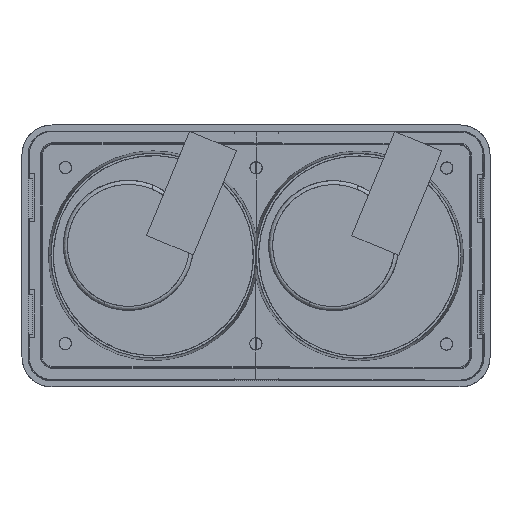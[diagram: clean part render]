
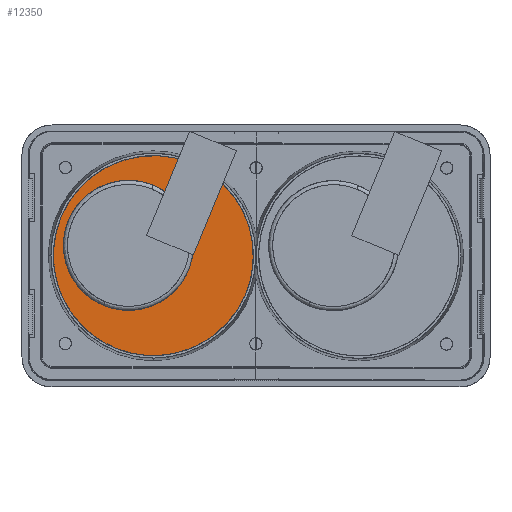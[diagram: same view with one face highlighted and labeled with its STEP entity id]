
A CAD part, left-side view. The second image highlights one B-rep face of the part: STEP entity #12350.
In plain terms, the highlighted planar face has unit normal (-1, 0, 0).
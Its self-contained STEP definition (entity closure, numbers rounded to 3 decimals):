
#12249=CARTESIAN_POINT('Axis2P3D Location',(-42.404,25.545,0.367)) ;
#12255=CARTESIAN_POINT('Control Point',(-42.404,35.091,-22.739)) ;
#12256=CARTESIAN_POINT('Control Point',(-42.404,37.355,-21.804)) ;
#12257=CARTESIAN_POINT('Control Point',(-42.404,39.504,-20.591)) ;
#12258=CARTESIAN_POINT('Control Point',(-42.404,41.494,-19.12)) ;
#12259=CARTESIAN_POINT('Control Point',(-42.404,45.072,-15.72)) ;
#12260=CARTESIAN_POINT('Control Point',(-42.404,47.724,-11.558)) ;
#12261=CARTESIAN_POINT('Control Point',(-42.404,48.787,-9.323)) ;
#12262=CARTESIAN_POINT('Control Point',(-42.404,50.345,-4.64)) ;
#12263=CARTESIAN_POINT('Control Point',(-42.404,50.726,0.281)) ;
#12264=CARTESIAN_POINT('Control Point',(-42.404,50.613,2.753)) ;
#12265=CARTESIAN_POINT('Control Point',(-42.404,49.783,7.618)) ;
#12266=CARTESIAN_POINT('Control Point',(-42.404,47.805,12.14)) ;
#12267=CARTESIAN_POINT('Control Point',(-42.404,46.542,14.267)) ;
#12268=CARTESIAN_POINT('Control Point',(-42.404,43.521,18.17)) ;
#12269=CARTESIAN_POINT('Control Point',(-42.404,39.647,21.229)) ;
#12270=CARTESIAN_POINT('Control Point',(-42.404,37.531,22.512)) ;
#12271=CARTESIAN_POINT('Control Point',(-42.404,33.029,24.534)) ;
#12272=CARTESIAN_POINT('Control Point',(-42.404,28.172,25.41)) ;
#12273=CARTESIAN_POINT('Control Point',(-42.404,25.701,25.547)) ;
#12274=CARTESIAN_POINT('Control Point',(-42.404,22.223,25.311)) ;
#12275=CARTESIAN_POINT('Control Point',(-42.404,18.857,24.487)) ;
#12276=CARTESIAN_POINT('Control Point',(-42.404,17.887,24.197)) ;
#12277=CARTESIAN_POINT('Control Point',(-42.404,16.933,23.858)) ;
#12278=CARTESIAN_POINT('Control Point',(-42.404,15.999,23.472)) ;
#12279=CARTESIAN_POINT('Vertex',(-42.404,35.091,-22.739)) ;
#12281=CARTESIAN_POINT('Vertex',(-42.404,15.999,23.472)) ;
#12285=CARTESIAN_POINT('Control Point',(-42.404,15.999,23.472)) ;
#12286=CARTESIAN_POINT('Control Point',(-42.404,13.735,22.537)) ;
#12287=CARTESIAN_POINT('Control Point',(-42.404,11.586,21.324)) ;
#12288=CARTESIAN_POINT('Control Point',(-42.404,9.596,19.853)) ;
#12289=CARTESIAN_POINT('Control Point',(-42.404,6.018,16.454)) ;
#12290=CARTESIAN_POINT('Control Point',(-42.404,3.366,12.291)) ;
#12291=CARTESIAN_POINT('Control Point',(-42.404,2.303,10.057)) ;
#12292=CARTESIAN_POINT('Control Point',(-42.404,0.745,5.373)) ;
#12293=CARTESIAN_POINT('Control Point',(-42.404,0.364,0.452)) ;
#12294=CARTESIAN_POINT('Control Point',(-42.404,0.477,-2.019)) ;
#12295=CARTESIAN_POINT('Control Point',(-42.404,1.306,-6.885)) ;
#12296=CARTESIAN_POINT('Control Point',(-42.404,3.285,-11.406)) ;
#12297=CARTESIAN_POINT('Control Point',(-42.404,4.548,-13.534)) ;
#12298=CARTESIAN_POINT('Control Point',(-42.404,7.569,-17.437)) ;
#12299=CARTESIAN_POINT('Control Point',(-42.404,11.443,-20.495)) ;
#12300=CARTESIAN_POINT('Control Point',(-42.404,13.559,-21.779)) ;
#12301=CARTESIAN_POINT('Control Point',(-42.404,18.061,-23.801)) ;
#12302=CARTESIAN_POINT('Control Point',(-42.404,22.918,-24.677)) ;
#12303=CARTESIAN_POINT('Control Point',(-42.404,25.389,-24.814)) ;
#12304=CARTESIAN_POINT('Control Point',(-42.404,28.867,-24.578)) ;
#12305=CARTESIAN_POINT('Control Point',(-42.404,32.233,-23.754)) ;
#12306=CARTESIAN_POINT('Control Point',(-42.404,33.203,-23.464)) ;
#12307=CARTESIAN_POINT('Control Point',(-42.404,34.157,-23.125)) ;
#12308=CARTESIAN_POINT('Control Point',(-42.404,35.091,-22.739)) ;
#12314=CARTESIAN_POINT('Axis2P3D Location',(-42.404,31.783,2.944)) ;
#12318=CARTESIAN_POINT('Vertex',(-42.404,25.578,17.963)) ;
#12320=CARTESIAN_POINT('Vertex',(-42.404,37.989,-12.074)) ;
#12323=CARTESIAN_POINT('Axis2P3D Location',(-42.404,31.783,2.944)) ;
#12332=CARTESIAN_POINT('Axis2P3D Location',(-42.404,15.69,16.108)) ;
#12336=CARTESIAN_POINT('Vertex',(-42.404,13.972,20.267)) ;
#12338=CARTESIAN_POINT('Vertex',(-42.404,17.409,11.949)) ;
#12341=CARTESIAN_POINT('Axis2P3D Location',(-42.404,15.69,16.108)) ;
#12250=DIRECTION('Axis2P3D Direction',(-1.,0.,0.)) ;
#12251=DIRECTION('Axis2P3D XDirection',(0.,-0.382,0.924)) ;
#12315=DIRECTION('Axis2P3D Direction',(-1.,0.,0.)) ;
#12324=DIRECTION('Axis2P3D Direction',(-1.,0.,0.)) ;
#12333=DIRECTION('Axis2P3D Direction',(-1.,0.,0.)) ;
#12342=DIRECTION('Axis2P3D Direction',(-1.,0.,0.)) ;
#12252=AXIS2_PLACEMENT_3D('Plane Axis2P3D',#12249,#12250,#12251) ;
#12316=AXIS2_PLACEMENT_3D('Circle Axis2P3D',#12314,#12315,$) ;
#12325=AXIS2_PLACEMENT_3D('Circle Axis2P3D',#12323,#12324,$) ;
#12334=AXIS2_PLACEMENT_3D('Circle Axis2P3D',#12332,#12333,$) ;
#12343=AXIS2_PLACEMENT_3D('Circle Axis2P3D',#12341,#12342,$) ;
#12311=ORIENTED_EDGE('',*,*,#12283,.F.) ;
#12312=ORIENTED_EDGE('',*,*,#12309,.F.) ;
#12329=ORIENTED_EDGE('',*,*,#12322,.F.) ;
#12330=ORIENTED_EDGE('',*,*,#12327,.F.) ;
#12347=ORIENTED_EDGE('',*,*,#12340,.F.) ;
#12348=ORIENTED_EDGE('',*,*,#12345,.F.) ;
#12331=FACE_BOUND('',#12328,.T.) ;
#12349=FACE_BOUND('',#12346,.T.) ;
#12350=ADVANCED_FACE('Solide.1',(#12313,#12331,#12349),#12253,.T.) ;
#12254=B_SPLINE_CURVE_WITH_KNOTS('',5,(#12255,#12256,#12257,#12258,#12259,#12260,#12261,#12262,#12263,#12264,#12265,#12266,#12267,#12268,#12269,#12270,#12271,#12272,#12273,#12274,#12275,#12276,#12277,#12278),.UNSPECIFIED.,.F.,.U.,(6,3,3,3,3,3,3,6),(0.,17.32,34.641,51.961,69.281,86.602,103.922,111.071),.UNSPECIFIED.) ;
#12284=B_SPLINE_CURVE_WITH_KNOTS('',5,(#12285,#12286,#12287,#12288,#12289,#12290,#12291,#12292,#12293,#12294,#12295,#12296,#12297,#12298,#12299,#12300,#12301,#12302,#12303,#12304,#12305,#12306,#12307,#12308),.UNSPECIFIED.,.F.,.U.,(6,3,3,3,3,3,3,6),(0.,17.32,34.641,51.961,69.281,86.602,103.922,111.071),.UNSPECIFIED.) ;
#12317=CIRCLE('generated circle',#12316,16.25) ;
#12326=CIRCLE('generated circle',#12325,16.25) ;
#12335=CIRCLE('generated circle',#12334,4.5) ;
#12344=CIRCLE('generated circle',#12343,4.5) ;
#12283=EDGE_CURVE('',#12280,#12282,#12254,.T.) ;
#12309=EDGE_CURVE('',#12282,#12280,#12284,.T.) ;
#12322=EDGE_CURVE('',#12319,#12321,#12317,.T.) ;
#12327=EDGE_CURVE('',#12321,#12319,#12326,.T.) ;
#12340=EDGE_CURVE('',#12337,#12339,#12335,.T.) ;
#12345=EDGE_CURVE('',#12339,#12337,#12344,.T.) ;
#12310=EDGE_LOOP('',(#12311,#12312)) ;
#12328=EDGE_LOOP('',(#12329,#12330)) ;
#12346=EDGE_LOOP('',(#12347,#12348)) ;
#12313=FACE_OUTER_BOUND('',#12310,.T.) ;
#12253=PLANE('',#12252) ;
#12280=VERTEX_POINT('',#12279) ;
#12282=VERTEX_POINT('',#12281) ;
#12319=VERTEX_POINT('',#12318) ;
#12321=VERTEX_POINT('',#12320) ;
#12337=VERTEX_POINT('',#12336) ;
#12339=VERTEX_POINT('',#12338) ;
